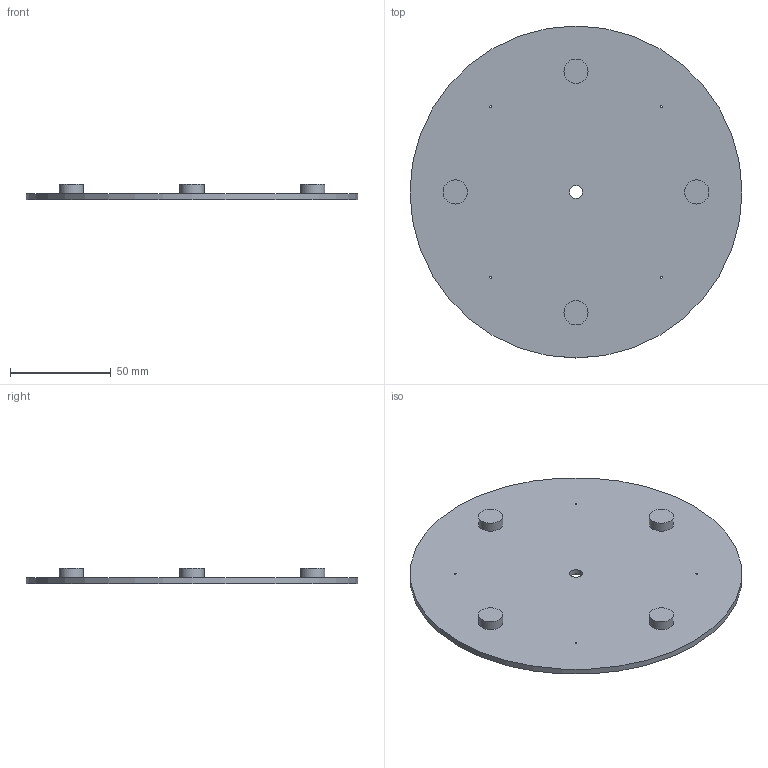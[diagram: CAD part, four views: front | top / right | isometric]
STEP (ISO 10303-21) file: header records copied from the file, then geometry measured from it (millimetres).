
FILE_DESCRIPTION(('STEP AP242'), '1');
FILE_NAME('Ïîäñòàâêà', '', ('UNSPECIFIED'), ('UNSPECIFIED'), 'C3D Converter', 'C3D Toolkit', '');
FILE_SCHEMA(('AP242_MANAGED_MODEL_BASED_3D_ENGINEERING_MIM_LF { 1 0 10303 442 1 1 4 }'));
Length unit declared in the file: millimetre
Bounding box: 165 x 165 x 7.9 mm (x, y, z)
Volume: 65453.7 mm3; surface area: 45265.9 mm2
Topology: 1 solids, 1 shells, 29 faces, 52 edges, 33 vertices
Faces by surface type: cylinder 14, plane 10, cone 5
Full cylindrical faces by diameter (mm): 0.9 x4, 6.4 x1, 12 x4, 16 x4, 165 x1
Entity records: 911 total; most frequent: DIRECTION 126, CARTESIAN_POINT 96, EDGE_LOOP 66, ORIENTED_EDGE 66, AXIS2_PLACEMENT_3D 63, FACE_OUTER_BOUND 38, EDGE_CURVE 33, VERTEX_POINT 33
